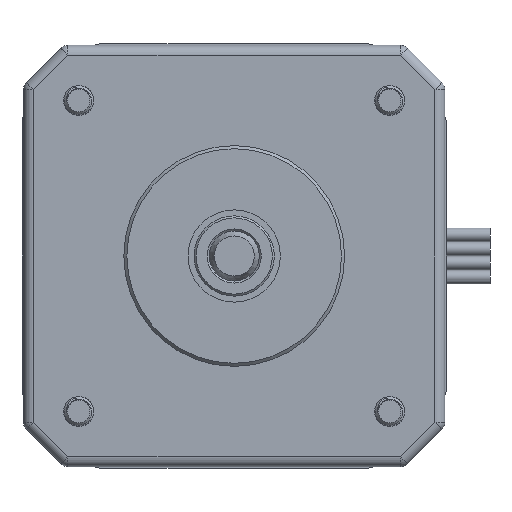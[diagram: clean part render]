
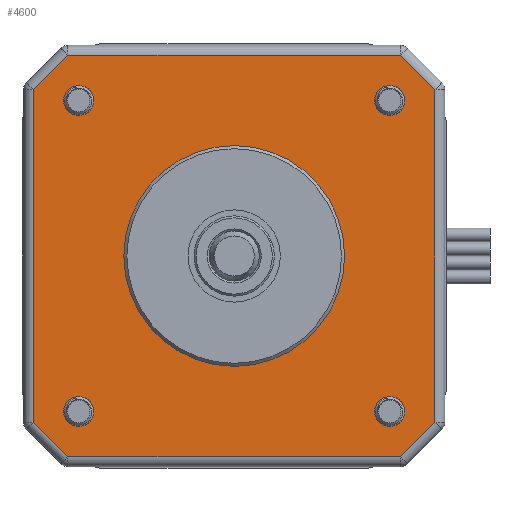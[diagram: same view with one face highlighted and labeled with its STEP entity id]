
A CAD part, front view. The second image highlights one B-rep face of the part: STEP entity #4600.
In plain terms, the highlighted planar face has unit normal (0, -1, 0).
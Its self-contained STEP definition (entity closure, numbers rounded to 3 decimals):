
#138=PLANE('',#5037);
#223=FACE_BOUND('',#694,.T.);
#224=FACE_BOUND('',#695,.T.);
#225=FACE_BOUND('',#696,.T.);
#226=FACE_BOUND('',#697,.T.);
#227=FACE_BOUND('',#698,.T.);
#404=FACE_OUTER_BOUND('',#693,.T.);
#693=EDGE_LOOP('',(#3506,#3507,#3508,#3509,#3510,#3511,#3512,#3513));
#694=EDGE_LOOP('',(#3514));
#695=EDGE_LOOP('',(#3515));
#696=EDGE_LOOP('',(#3516));
#697=EDGE_LOOP('',(#3517));
#698=EDGE_LOOP('',(#3518));
#967=CIRCLE('',#5038,1.5);
#968=CIRCLE('',#5039,1.5);
#969=CIRCLE('',#5040,1.5);
#970=CIRCLE('',#5041,1.5);
#971=CIRCLE('',#5042,11.);
#1289=LINE('',#11838,#1642);
#1295=LINE('',#11867,#1648);
#1301=LINE('',#11896,#1654);
#1305=LINE('',#11912,#1658);
#1307=LINE('',#11915,#1660);
#1309=LINE('',#11918,#1662);
#1311=LINE('',#11921,#1664);
#1313=LINE('',#11924,#1666);
#1642=VECTOR('',#5686,10.);
#1648=VECTOR('',#5718,10.);
#1654=VECTOR('',#5750,10.);
#1658=VECTOR('',#5768,10.);
#1660=VECTOR('',#5772,10.);
#1662=VECTOR('',#5776,10.);
#1664=VECTOR('',#5780,10.);
#1666=VECTOR('',#5784,10.);
#2051=VERTEX_POINT('',#11800);
#2056=VERTEX_POINT('',#11813);
#2061=VERTEX_POINT('',#11826);
#2066=VERTEX_POINT('',#11842);
#2071=VERTEX_POINT('',#11855);
#2076=VERTEX_POINT('',#11871);
#2081=VERTEX_POINT('',#11884);
#2086=VERTEX_POINT('',#11900);
#2098=VERTEX_POINT('',#11953);
#2099=VERTEX_POINT('',#11955);
#2100=VERTEX_POINT('',#11957);
#2101=VERTEX_POINT('',#11959);
#2102=VERTEX_POINT('',#11961);
#2547=EDGE_CURVE('',#2051,#2061,#1289,.T.);
#2561=EDGE_CURVE('',#2061,#2071,#1295,.T.);
#2575=EDGE_CURVE('',#2071,#2081,#1301,.T.);
#2583=EDGE_CURVE('',#2081,#2086,#1305,.T.);
#2585=EDGE_CURVE('',#2086,#2076,#1307,.T.);
#2587=EDGE_CURVE('',#2076,#2066,#1309,.T.);
#2589=EDGE_CURVE('',#2066,#2056,#1311,.T.);
#2591=EDGE_CURVE('',#2056,#2051,#1313,.T.);
#2606=EDGE_CURVE('',#2098,#2098,#967,.T.);
#2607=EDGE_CURVE('',#2099,#2099,#968,.T.);
#2608=EDGE_CURVE('',#2100,#2100,#969,.T.);
#2609=EDGE_CURVE('',#2101,#2101,#970,.T.);
#2610=EDGE_CURVE('',#2102,#2102,#971,.T.);
#3506=ORIENTED_EDGE('',*,*,#2547,.F.);
#3507=ORIENTED_EDGE('',*,*,#2591,.F.);
#3508=ORIENTED_EDGE('',*,*,#2589,.F.);
#3509=ORIENTED_EDGE('',*,*,#2587,.F.);
#3510=ORIENTED_EDGE('',*,*,#2585,.F.);
#3511=ORIENTED_EDGE('',*,*,#2583,.F.);
#3512=ORIENTED_EDGE('',*,*,#2575,.F.);
#3513=ORIENTED_EDGE('',*,*,#2561,.F.);
#3514=ORIENTED_EDGE('',*,*,#2606,.T.);
#3515=ORIENTED_EDGE('',*,*,#2607,.T.);
#3516=ORIENTED_EDGE('',*,*,#2608,.T.);
#3517=ORIENTED_EDGE('',*,*,#2609,.T.);
#3518=ORIENTED_EDGE('',*,*,#2610,.T.);
#4600=ADVANCED_FACE('',(#404,#223,#224,#225,#226,#227),#138,.T.);
#5037=AXIS2_PLACEMENT_3D('',#11952,#5809,#5810);
#5038=AXIS2_PLACEMENT_3D('',#11954,#5811,#5812);
#5039=AXIS2_PLACEMENT_3D('',#11956,#5813,#5814);
#5040=AXIS2_PLACEMENT_3D('',#11958,#5815,#5816);
#5041=AXIS2_PLACEMENT_3D('',#11960,#5817,#5818);
#5042=AXIS2_PLACEMENT_3D('',#11962,#5819,#5820);
#5686=DIRECTION('',(0.707,0.,-0.707));
#5718=DIRECTION('',(0.,0.,-1.));
#5750=DIRECTION('',(-0.707,0.,-0.707));
#5768=DIRECTION('',(-1.,0.,0.));
#5772=DIRECTION('',(-0.707,0.,0.707));
#5776=DIRECTION('',(0.,0.,1.));
#5780=DIRECTION('',(0.707,0.,0.707));
#5784=DIRECTION('',(1.,0.,0.));
#5809=DIRECTION('center_axis',(0.,-1.,0.));
#5810=DIRECTION('ref_axis',(-1.,0.,0.));
#5811=DIRECTION('center_axis',(0.,1.,0.));
#5812=DIRECTION('ref_axis',(-1.,0.,0.));
#5813=DIRECTION('center_axis',(0.,1.,0.));
#5814=DIRECTION('ref_axis',(-1.,0.,0.));
#5815=DIRECTION('center_axis',(0.,1.,0.));
#5816=DIRECTION('ref_axis',(-1.,0.,0.));
#5817=DIRECTION('center_axis',(0.,1.,0.));
#5818=DIRECTION('ref_axis',(-1.,0.,0.));
#5819=DIRECTION('center_axis',(0.,1.,0.));
#5820=DIRECTION('ref_axis',(-1.,0.,0.));
#11800=CARTESIAN_POINT('',(37.586,-14.891,-1.));
#11813=CARTESIAN_POINT('',(4.414,-14.891,-1.));
#11826=CARTESIAN_POINT('',(41.,-14.891,-4.414));
#11838=CARTESIAN_POINT('',(40.293,-14.891,-3.707));
#11842=CARTESIAN_POINT('',(1.,-14.891,-4.414));
#11855=CARTESIAN_POINT('',(41.,-14.891,-37.586));
#11867=CARTESIAN_POINT('',(41.,-14.891,-29.5));
#11871=CARTESIAN_POINT('',(1.,-14.891,-37.586));
#11884=CARTESIAN_POINT('',(37.586,-14.891,-41.));
#11896=CARTESIAN_POINT('',(38.293,-14.891,-40.293));
#11900=CARTESIAN_POINT('',(4.414,-14.891,-41.));
#11912=CARTESIAN_POINT('',(12.5,-14.891,-41.));
#11915=CARTESIAN_POINT('',(1.707,-14.891,-38.293));
#11918=CARTESIAN_POINT('',(1.,-14.891,-12.5));
#11921=CARTESIAN_POINT('',(3.707,-14.891,-1.707));
#11924=CARTESIAN_POINT('',(29.5,-14.891,-1.));
#11952=CARTESIAN_POINT('Origin',(21.,-14.891,-21.));
#11953=CARTESIAN_POINT('',(7.,-14.891,-36.5));
#11954=CARTESIAN_POINT('Origin',(5.5,-14.891,-36.5));
#11955=CARTESIAN_POINT('',(38.,-14.891,-5.5));
#11956=CARTESIAN_POINT('Origin',(36.5,-14.891,-5.5));
#11957=CARTESIAN_POINT('',(7.,-14.891,-5.5));
#11958=CARTESIAN_POINT('Origin',(5.5,-14.891,-5.5));
#11959=CARTESIAN_POINT('',(38.,-14.891,-36.5));
#11960=CARTESIAN_POINT('Origin',(36.5,-14.891,-36.5));
#11961=CARTESIAN_POINT('',(32.,-14.891,-21.));
#11962=CARTESIAN_POINT('Origin',(21.,-14.891,-21.));
